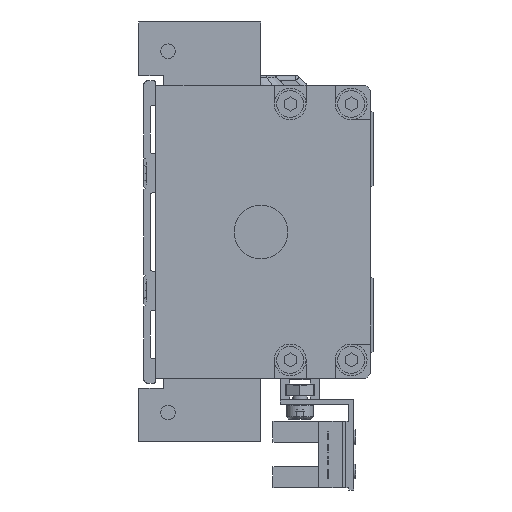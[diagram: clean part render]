
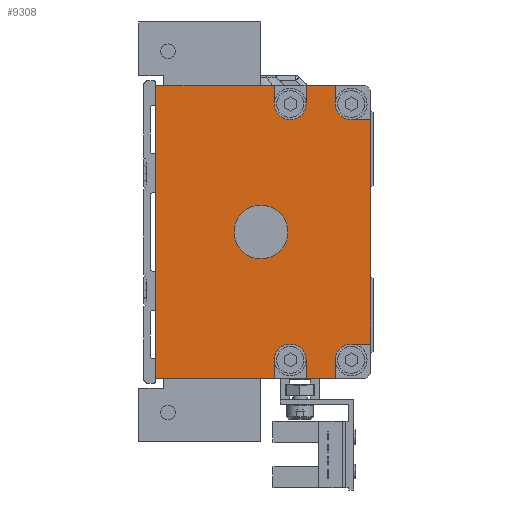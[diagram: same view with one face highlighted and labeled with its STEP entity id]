
A CAD part, left-side view. The second image highlights one B-rep face of the part: STEP entity #9308.
In plain terms, the highlighted planar face has unit normal (-1, 0, 0).
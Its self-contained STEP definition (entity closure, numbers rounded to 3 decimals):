
#817=DIRECTION('',(0.,-1.,0.));
#818=VECTOR('',#817,24.25);
#819=CARTESIAN_POINT('',(-311.,44.5,-30.));
#820=LINE('',#819,#818);
#825=DIRECTION('',(0.,-1.,0.));
#826=VECTOR('',#825,6.);
#827=CARTESIAN_POINT('',(-311.,13.75,-30.));
#828=LINE('',#827,#826);
#873=DIRECTION('',(0.,0.,1.));
#874=VECTOR('',#873,45.9);
#875=CARTESIAN_POINT('',(-311.,0.5,-22.95));
#876=LINE('',#875,#874);
#967=DIRECTION('',(0.,0.,1.));
#968=VECTOR('',#967,60.);
#969=CARTESIAN_POINT('',(-311.,44.5,-30.));
#970=LINE('',#969,#968);
#971=DIRECTION('',(0.,0.,-1.));
#972=VECTOR('',#971,3.8);
#973=CARTESIAN_POINT('',(-311.,20.25,30.));
#974=LINE('',#973,#972);
#975=CARTESIAN_POINT('',(-311.,17.,26.2));
#976=DIRECTION('',(-1.,0.,0.));
#977=DIRECTION('',(0.,1.,0.));
#978=AXIS2_PLACEMENT_3D('',#975,#976,#977);
#980=CARTESIAN_POINT('',(-311.,17.,26.2));
#981=DIRECTION('',(-1.,0.,0.));
#982=DIRECTION('',(0.,0.,-1.));
#983=AXIS2_PLACEMENT_3D('',#980,#981,#982);
#985=DIRECTION('',(0.,0.,1.));
#986=VECTOR('',#985,3.8);
#987=CARTESIAN_POINT('',(-311.,13.75,26.2));
#988=LINE('',#987,#986);
#989=DIRECTION('',(0.,0.,-1.));
#990=VECTOR('',#989,3.8);
#991=CARTESIAN_POINT('',(-311.,7.75,30.));
#992=LINE('',#991,#990);
#993=CARTESIAN_POINT('',(-311.,4.5,26.2));
#994=DIRECTION('',(-1.,0.,0.));
#995=DIRECTION('',(0.,1.,0.));
#996=AXIS2_PLACEMENT_3D('',#993,#994,#995);
#998=DIRECTION('',(0.,1.,0.));
#999=VECTOR('',#998,4.);
#1000=CARTESIAN_POINT('',(-311.,0.5,-22.95));
#1001=LINE('',#1000,#999);
#1002=CARTESIAN_POINT('',(-311.,4.5,-26.2));
#1003=DIRECTION('',(-1.,0.,0.));
#1004=DIRECTION('',(0.,0.,1.));
#1005=AXIS2_PLACEMENT_3D('',#1002,#1003,#1004);
#1007=DIRECTION('',(0.,0.,-1.));
#1008=VECTOR('',#1007,3.8);
#1009=CARTESIAN_POINT('',(-311.,7.75,-26.2));
#1010=LINE('',#1009,#1008);
#1011=DIRECTION('',(0.,0.,1.));
#1012=VECTOR('',#1011,3.8);
#1013=CARTESIAN_POINT('',(-311.,13.75,-30.));
#1014=LINE('',#1013,#1012);
#1015=CARTESIAN_POINT('',(-311.,17.,-26.2));
#1016=DIRECTION('',(-1.,0.,0.));
#1017=DIRECTION('',(0.,-1.,0.));
#1018=AXIS2_PLACEMENT_3D('',#1015,#1016,#1017);
#1020=CARTESIAN_POINT('',(-311.,17.,-26.2));
#1021=DIRECTION('',(-1.,0.,0.));
#1022=DIRECTION('',(0.,0.,1.));
#1023=AXIS2_PLACEMENT_3D('',#1020,#1021,#1022);
#1025=DIRECTION('',(0.,0.,-1.));
#1026=VECTOR('',#1025,3.8);
#1027=CARTESIAN_POINT('',(-311.,20.25,-26.2));
#1028=LINE('',#1027,#1026);
#1029=CARTESIAN_POINT('',(-311.,23.,0.));
#1030=DIRECTION('',(-1.,0.,0.));
#1031=DIRECTION('',(0.,0.,-1.));
#1032=AXIS2_PLACEMENT_3D('',#1029,#1030,#1031);
#1034=CARTESIAN_POINT('',(-311.,23.,0.));
#1035=DIRECTION('',(-1.,0.,0.));
#1036=DIRECTION('',(0.,0.,1.));
#1037=AXIS2_PLACEMENT_3D('',#1034,#1035,#1036);
#3218=DIRECTION('',(0.,1.,0.));
#3219=VECTOR('',#3218,6.);
#3220=CARTESIAN_POINT('',(-311.,7.75,30.));
#3221=LINE('',#3220,#3219);
#3230=DIRECTION('',(0.,1.,0.));
#3231=VECTOR('',#3230,24.25);
#3232=CARTESIAN_POINT('',(-311.,20.25,30.));
#3233=LINE('',#3232,#3231);
#4221=DIRECTION('',(0.,1.,0.));
#4222=VECTOR('',#4221,4.);
#4223=CARTESIAN_POINT('',(-311.,0.5,22.95));
#4224=LINE('',#4223,#4222);
#6343=CARTESIAN_POINT('',(-311.,0.5,-22.95));
#6344=VERTEX_POINT('',#6343);
#6345=CARTESIAN_POINT('',(-311.,0.5,22.95));
#6346=VERTEX_POINT('',#6345);
#6395=CARTESIAN_POINT('',(-311.,44.5,-30.));
#6396=VERTEX_POINT('',#6395);
#6397=CARTESIAN_POINT('',(-311.,20.25,-30.));
#6398=VERTEX_POINT('',#6397);
#6403=CARTESIAN_POINT('',(-311.,13.75,-30.));
#6404=VERTEX_POINT('',#6403);
#6405=CARTESIAN_POINT('',(-311.,7.75,-30.));
#6406=VERTEX_POINT('',#6405);
#6689=CARTESIAN_POINT('',(-311.,7.75,30.));
#6690=VERTEX_POINT('',#6689);
#6691=CARTESIAN_POINT('',(-311.,13.75,30.));
#6692=VERTEX_POINT('',#6691);
#6697=CARTESIAN_POINT('',(-311.,20.25,30.));
#6698=VERTEX_POINT('',#6697);
#6699=CARTESIAN_POINT('',(-311.,44.5,30.));
#6700=VERTEX_POINT('',#6699);
#6709=CARTESIAN_POINT('',(-311.,7.75,26.2));
#6710=VERTEX_POINT('',#6709);
#6717=CARTESIAN_POINT('',(-311.,4.5,22.95));
#6718=VERTEX_POINT('',#6717);
#6719=CARTESIAN_POINT('',(-311.,20.25,26.2));
#6720=VERTEX_POINT('',#6719);
#6721=CARTESIAN_POINT('',(-311.,17.,22.95));
#6722=CARTESIAN_POINT('',(-311.,13.75,26.2));
#6723=VERTEX_POINT('',#6721);
#6724=VERTEX_POINT('',#6722);
#6725=CARTESIAN_POINT('',(-311.,4.5,-22.95));
#6726=VERTEX_POINT('',#6725);
#6727=CARTESIAN_POINT('',(-311.,7.75,-26.2));
#6728=VERTEX_POINT('',#6727);
#6729=CARTESIAN_POINT('',(-311.,13.75,-26.2));
#6730=VERTEX_POINT('',#6729);
#6731=CARTESIAN_POINT('',(-311.,17.,-22.95));
#6732=CARTESIAN_POINT('',(-311.,20.25,-26.2));
#6733=VERTEX_POINT('',#6731);
#6734=VERTEX_POINT('',#6732);
#6735=CARTESIAN_POINT('',(-311.,23.,-5.5));
#6736=CARTESIAN_POINT('',(-311.,23.,5.5));
#6737=VERTEX_POINT('',#6735);
#6738=VERTEX_POINT('',#6736);
#9260=CARTESIAN_POINT('',(-311.,44.5,-30.));
#9261=DIRECTION('',(-1.,0.,0.));
#9262=DIRECTION('',(0.,0.,1.));
#9263=AXIS2_PLACEMENT_3D('',#9260,#9261,#9262);
#9264=PLANE('',#9263);
#9266=ORIENTED_EDGE('',*,*,#9265,.T.);
#9268=ORIENTED_EDGE('',*,*,#9267,.F.);
#9270=ORIENTED_EDGE('',*,*,#9269,.T.);
#9272=ORIENTED_EDGE('',*,*,#9271,.T.);
#9274=ORIENTED_EDGE('',*,*,#9273,.T.);
#9276=ORIENTED_EDGE('',*,*,#9275,.T.);
#9278=ORIENTED_EDGE('',*,*,#9277,.F.);
#9280=ORIENTED_EDGE('',*,*,#9279,.T.);
#9282=ORIENTED_EDGE('',*,*,#9281,.T.);
#9284=ORIENTED_EDGE('',*,*,#9283,.F.);
#9285=ORIENTED_EDGE('',*,*,#9136,.F.);
#9286=ORIENTED_EDGE('',*,*,#9254,.T.);
#9287=ORIENTED_EDGE('',*,*,#9241,.T.);
#9289=ORIENTED_EDGE('',*,*,#9288,.T.);
#9290=ORIENTED_EDGE('',*,*,#9064,.F.);
#9292=ORIENTED_EDGE('',*,*,#9291,.T.);
#9294=ORIENTED_EDGE('',*,*,#9293,.T.);
#9296=ORIENTED_EDGE('',*,*,#9295,.T.);
#9298=ORIENTED_EDGE('',*,*,#9297,.T.);
#9299=ORIENTED_EDGE('',*,*,#9056,.F.);
#9300=EDGE_LOOP('',(#9266,#9268,#9270,#9272,#9274,#9276,#9278,#9280,#9282,#9284,
#9285,#9286,#9287,#9289,#9290,#9292,#9294,#9296,#9298,#9299));
#9301=FACE_OUTER_BOUND('',#9300,.F.);
#9303=ORIENTED_EDGE('',*,*,#9302,.T.);
#9305=ORIENTED_EDGE('',*,*,#9304,.T.);
#9306=EDGE_LOOP('',(#9303,#9305));
#9307=FACE_BOUND('',#9306,.F.);
#979=CIRCLE('',#978,3.25);
#984=CIRCLE('',#983,3.25);
#997=CIRCLE('',#996,3.25);
#1006=CIRCLE('',#1005,3.25);
#1019=CIRCLE('',#1018,3.25);
#1024=CIRCLE('',#1023,3.25);
#1033=CIRCLE('',#1032,5.5);
#1038=CIRCLE('',#1037,5.5);
#9056=EDGE_CURVE('',#6396,#6398,#820,.T.);
#9064=EDGE_CURVE('',#6404,#6406,#828,.T.);
#9136=EDGE_CURVE('',#6344,#6346,#876,.T.);
#9241=EDGE_CURVE('',#6726,#6728,#1006,.T.);
#9254=EDGE_CURVE('',#6344,#6726,#1001,.T.);
#9265=EDGE_CURVE('',#6396,#6700,#970,.T.);
#9267=EDGE_CURVE('',#6698,#6700,#3233,.T.);
#9269=EDGE_CURVE('',#6698,#6720,#974,.T.);
#9271=EDGE_CURVE('',#6720,#6723,#979,.T.);
#9273=EDGE_CURVE('',#6723,#6724,#984,.T.);
#9275=EDGE_CURVE('',#6724,#6692,#988,.T.);
#9277=EDGE_CURVE('',#6690,#6692,#3221,.T.);
#9279=EDGE_CURVE('',#6690,#6710,#992,.T.);
#9281=EDGE_CURVE('',#6710,#6718,#997,.T.);
#9283=EDGE_CURVE('',#6346,#6718,#4224,.T.);
#9288=EDGE_CURVE('',#6728,#6406,#1010,.T.);
#9291=EDGE_CURVE('',#6404,#6730,#1014,.T.);
#9293=EDGE_CURVE('',#6730,#6733,#1019,.T.);
#9295=EDGE_CURVE('',#6733,#6734,#1024,.T.);
#9297=EDGE_CURVE('',#6734,#6398,#1028,.T.);
#9302=EDGE_CURVE('',#6737,#6738,#1033,.T.);
#9304=EDGE_CURVE('',#6738,#6737,#1038,.T.);
#9308=ADVANCED_FACE('',(#9301,#9307),#9264,.T.);
